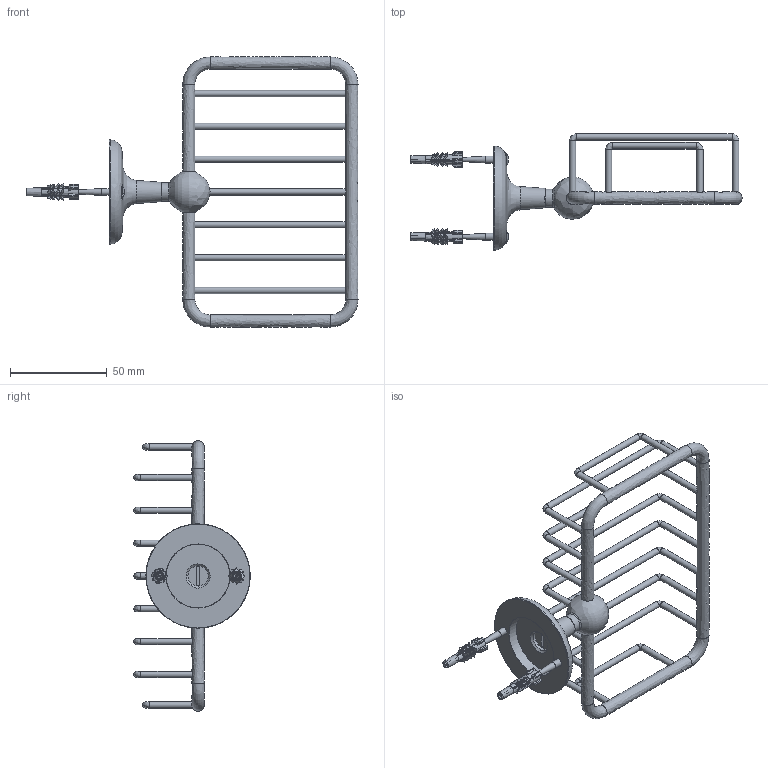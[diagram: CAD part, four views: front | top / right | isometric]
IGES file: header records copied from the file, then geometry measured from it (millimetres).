
Global section: file name: N30; native system: Autodesk Inventor 2018; preprocessor: unknown; author: aduggalther; date: 20171027.084909; units: millimetre
Bounding box: 172 x 60.27 x 140 mm (x, y, z)
Volume: 41058.4 mm3; surface area: 35077.2 mm2
Topology: 19 solids, 19 shells, 625 faces, 1802 edges, 1195 vertices
Faces by surface type: bspline 625
